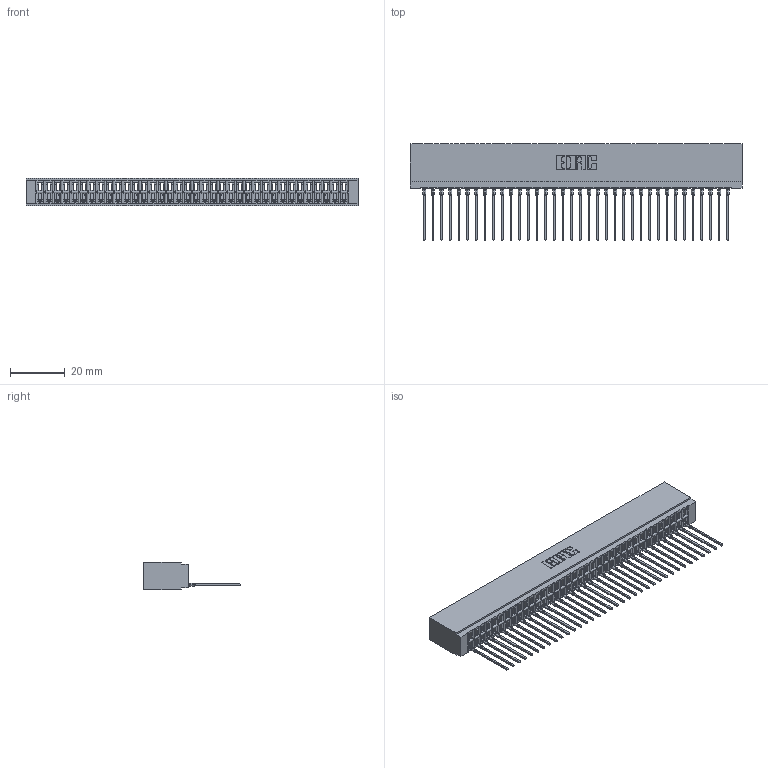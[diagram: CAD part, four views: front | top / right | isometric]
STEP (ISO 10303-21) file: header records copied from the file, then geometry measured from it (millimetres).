
FILE_DESCRIPTION (( 'STEP AP203' ), '1' );
FILE_NAME ('746-036-541-101.STEP', '2026-03-04T14:39:17', ( '' ), ( '' ), 'SwSTEP 2.0', 'SolidWorks 2023', '' );
FILE_SCHEMA (( 'CONFIG_CONTROL_DESIGN' ));
Length unit declared in the file: millimetre
Products named in the file (3): 746-292-001_541; 746 Part_.515 Slot Depth - 01; 746-036-541-101
Assembly tree (37 placements, depth 2):
  746-036-541-101
    746 Part_.515 Slot Depth - 01
    746-292-001_541  x36
Bounding box: 121.54 x 35.42 x 9.91 mm (x, y, z)
Volume: 12905.9 mm3; surface area: 19908.9 mm2
Topology: 37 solids, 37 shells, 3985 faces, 11315 edges, 7267 vertices
Faces by surface type: plane 2323, cylinder 726, bspline 720, torus 216
Entity records: 55245 total; most frequent: CARTESIAN_POINT 11229, ORIENTED_EDGE 9680, DIRECTION 8020, EDGE_CURVE 4840, VECTOR 4296, LINE 4296, VERTEX_POINT 3207, AXIS2_PLACEMENT_3D 1862
